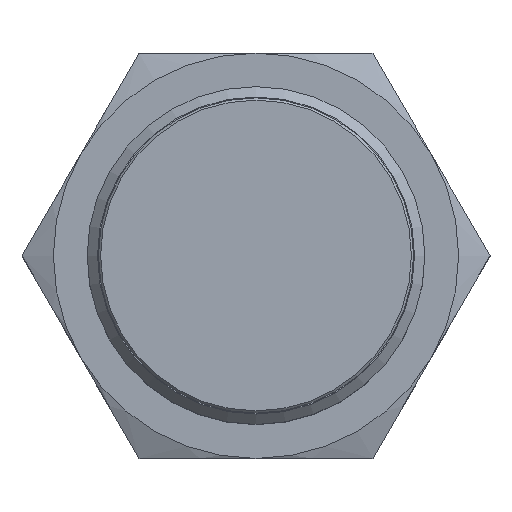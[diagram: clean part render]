
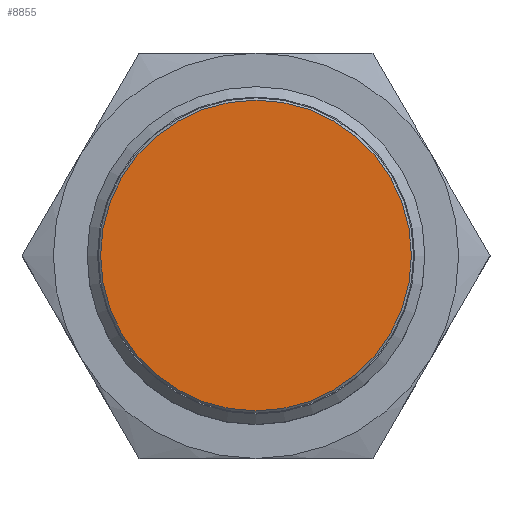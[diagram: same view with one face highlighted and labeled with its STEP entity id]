
A CAD part, top view. The second image highlights one B-rep face of the part: STEP entity #8855.
In plain terms, the highlighted face is planar.
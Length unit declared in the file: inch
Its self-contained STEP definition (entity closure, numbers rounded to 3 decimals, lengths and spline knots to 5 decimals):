
#738 = FACE_OUTER_BOUND ( 'NONE', #1642, .T. ) ;
#1525 = DIRECTION ( 'NONE',  ( 0., -1., 0. ) ) ;
#1642 = EDGE_LOOP ( 'NONE', ( #5199 ) ) ;
#1729 = VERTEX_POINT ( 'NONE', #2260 ) ;
#2260 = CARTESIAN_POINT ( 'NONE',  ( 0.54331, 2.51076, 0. ) ) ;
#3037 = CIRCLE ( 'NONE', #8157, 0.54331 ) ;
#3103 = AXIS2_PLACEMENT_3D ( 'NONE', #7749, #1525, #4277 ) ;
#4058 = DIRECTION ( 'NONE',  ( 1., 0., 0. ) ) ;
#4277 = DIRECTION ( 'NONE',  ( 1., 0., 0. ) ) ;
#4738 = CARTESIAN_POINT ( 'NONE',  ( 0., 2.51076, 0. ) ) ;
#5199 = ORIENTED_EDGE ( 'NONE', *, *, #6806, .F. ) ;
#6806 = EDGE_CURVE ( 'NONE', #1729, #1729, #3037, .T. ) ;
#7749 = CARTESIAN_POINT ( 'NONE',  ( 0., 2.51076, 0. ) ) ;
#8157 = AXIS2_PLACEMENT_3D ( 'NONE', #4738, #8187, #4058 ) ;
#8187 = DIRECTION ( 'NONE',  ( 0., -1., 0. ) ) ;
#8448 = PLANE ( 'NONE',  #3103 ) ;
#8855 = ADVANCED_FACE ( 'NONE', ( #738 ), #8448, .F. ) ;
